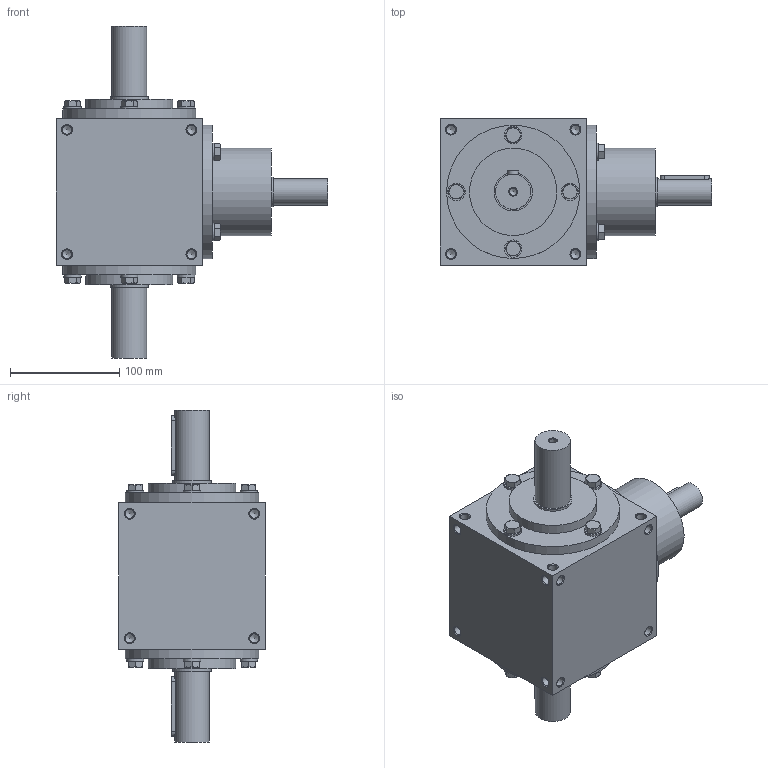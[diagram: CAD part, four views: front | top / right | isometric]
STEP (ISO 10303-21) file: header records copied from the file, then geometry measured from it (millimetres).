
FILE_DESCRIPTION( ( 'STEP AP214' ), ' ' );
FILE_NAME( 'RS134_S2_R.1_1.5.stp', '2017-10-01T14:08:18', ( '' ), ( '' ), ' ', 'PARTsolutions', ' ' );
FILE_SCHEMA( ( 'AUTOMOTIVE_DESIGN { 1 0 10303 214 1 1 1 1 }' ) );
Length unit declared in the file: millimetre
Products named in the file (5): RS134_S2_R.1/1.5; _RS1342-case; _RC134-shaft; _RC_RR134-screw; _RS134-proshaft
Assembly tree (16 placements, depth 2):
  RS134_S2_R.1/1.5
    _RS1342-case
    _RC134-shaft
    _RC_RR134-screw  x12
    _RS134-proshaft  x2
Bounding box: 249 x 134 x 304 mm (x, y, z)
Volume: 3199565.6 mm3; surface area: 229732.6 mm2
Topology: 16 solids, 16 shells, 348 faces, 851 edges, 528 vertices
Faces by surface type: plane 139, cone 126, cylinder 83
Full cylindrical faces by diameter (mm): 6.647 x3, 8.376 x48, 16 x12, 24 x1, 27 x2, 32 x2, 35 x3, 80 x3, 122 x3
Entity records: 5772 total; most frequent: CARTESIAN_POINT 882, DIRECTION 812, ORIENTED_EDGE 532, AXIS2_PLACEMENT_3D 386, EDGE_LOOP 288, EDGE_CURVE 266, VERTEX_POINT 236, FACE_OUTER_BOUND 222
